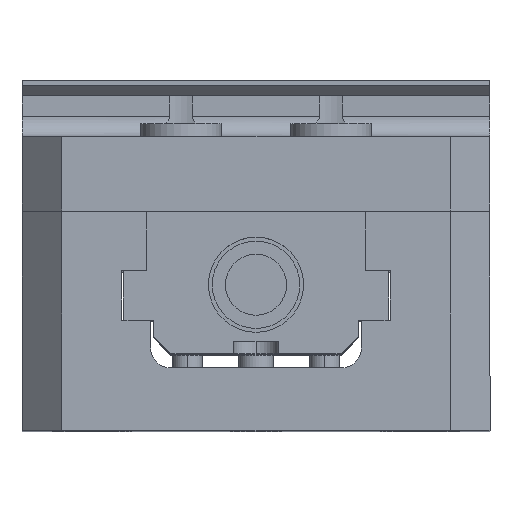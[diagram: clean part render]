
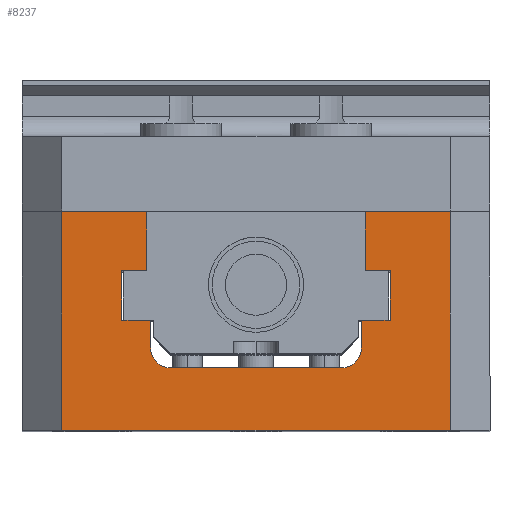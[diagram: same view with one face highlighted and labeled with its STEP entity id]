
A CAD part, top view. The second image highlights one B-rep face of the part: STEP entity #8237.
In plain terms, the highlighted planar face has unit normal (0, 0, 1).
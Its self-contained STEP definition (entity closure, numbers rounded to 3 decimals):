
#19 = EDGE_CURVE ( 'NONE', #6505, #3182, #5574, .T. ) ;
#36 = DIRECTION ( 'NONE',  ( 0., -1., 0. ) ) ;
#145 = ORIENTED_EDGE ( 'NONE', *, *, #7607, .T. ) ;
#193 = DIRECTION ( 'NONE',  ( 1., 0., 0. ) ) ;
#205 = LINE ( 'NONE', #3510, #7558 ) ;
#242 = VECTOR ( 'NONE', #36, 1000. ) ;
#413 = VECTOR ( 'NONE', #2606, 1000. ) ;
#453 = VERTEX_POINT ( 'NONE', #3329 ) ;
#521 = LINE ( 'NONE', #523, #5903 ) ;
#523 = CARTESIAN_POINT ( 'NONE',  ( -37.5, 11.684, 75. ) ) ;
#676 = VERTEX_POINT ( 'NONE', #9818 ) ;
#833 = DIRECTION ( 'NONE',  ( -1., 0., 0. ) ) ;
#909 = DIRECTION ( 'NONE',  ( 0., 1., 0. ) ) ;
#1034 = EDGE_CURVE ( 'NONE', #1559, #676, #3729, .T. ) ;
#1045 = CARTESIAN_POINT ( 'NONE',  ( -31.15, 11.684, 75. ) ) ;
#1301 = DIRECTION ( 'NONE',  ( 0., 1., 0. ) ) ;
#1349 = LINE ( 'NONE', #6208, #7965 ) ;
#1370 = VECTOR ( 'NONE', #9049, 1000. ) ;
#1389 = DIRECTION ( 'NONE',  ( 0., 0., -1. ) ) ;
#1424 = DIRECTION ( 'NONE',  ( 1., 0., 0. ) ) ;
#1436 = CARTESIAN_POINT ( 'NONE',  ( -17.526, 2.286, 75. ) ) ;
#1559 = VERTEX_POINT ( 'NONE', #9027 ) ;
#1573 = EDGE_CURVE ( 'NONE', #3182, #6104, #2419, .T. ) ;
#1576 = VECTOR ( 'NONE', #3984, 1000. ) ;
#1593 = CARTESIAN_POINT ( 'NONE',  ( 16.891, -5.715, 75. ) ) ;
#1705 = PLANE ( 'NONE',  #4021 ) ;
#2009 = DIRECTION ( 'NONE',  ( 0., 1., 0. ) ) ;
#2041 = CIRCLE ( 'NONE', #3844, 3.175 ) ;
#2199 = VERTEX_POINT ( 'NONE', #6237 ) ;
#2293 = EDGE_CURVE ( 'NONE', #8156, #9500, #6879, .T. ) ;
#2295 = ORIENTED_EDGE ( 'NONE', *, *, #9577, .T. ) ;
#2303 = LINE ( 'NONE', #6862, #242 ) ;
#2343 = CARTESIAN_POINT ( 'NONE',  ( 13.716, -10.135, 75. ) ) ;
#2419 = LINE ( 'NONE', #6756, #4314 ) ;
#2499 = DIRECTION ( 'NONE',  ( -1., 0., 0. ) ) ;
#2606 = DIRECTION ( 'NONE',  ( -1., 0., 0. ) ) ;
#2612 = EDGE_CURVE ( 'NONE', #8106, #4941, #8746, .T. ) ;
#2762 = EDGE_CURVE ( 'NONE', #5282, #5917, #6411, .T. ) ;
#2822 = EDGE_CURVE ( 'NONE', #9500, #6811, #2041, .T. ) ;
#2892 = CARTESIAN_POINT ( 'NONE',  ( 16.891, -5.715, 75. ) ) ;
#2955 = CARTESIAN_POINT ( 'NONE',  ( -31.15, -23.317, 75. ) ) ;
#2973 = ORIENTED_EDGE ( 'NONE', *, *, #19, .T. ) ;
#3126 = CARTESIAN_POINT ( 'NONE',  ( 13.716, -13.31, 75. ) ) ;
#3182 = VERTEX_POINT ( 'NONE', #4120 ) ;
#3286 = CARTESIAN_POINT ( 'NONE',  ( -21.5, -5.715, 75. ) ) ;
#3294 = EDGE_CURVE ( 'NONE', #8154, #6386, #4610, .T. ) ;
#3329 = CARTESIAN_POINT ( 'NONE',  ( 21.5, -5.715, 75. ) ) ;
#3330 = VECTOR ( 'NONE', #7415, 1000. ) ;
#3342 = DIRECTION ( 'NONE',  ( 0., -1., 0. ) ) ;
#3413 = LINE ( 'NONE', #8310, #1370 ) ;
#3510 = CARTESIAN_POINT ( 'NONE',  ( -21.5, 2.286, 75. ) ) ;
#3551 = DIRECTION ( 'NONE',  ( -1., 0., 0. ) ) ;
#3560 = CARTESIAN_POINT ( 'NONE',  ( 17.526, 11.684, 75. ) ) ;
#3620 = ORIENTED_EDGE ( 'NONE', *, *, #1573, .T. ) ;
#3623 = LINE ( 'NONE', #3126, #1576 ) ;
#3711 = VERTEX_POINT ( 'NONE', #5150 ) ;
#3729 = CIRCLE ( 'NONE', #5233, 3.175 ) ;
#3778 = LINE ( 'NONE', #8141, #6265 ) ;
#3817 = ORIENTED_EDGE ( 'NONE', *, *, #6818, .T. ) ;
#3821 = ORIENTED_EDGE ( 'NONE', *, *, #8627, .T. ) ;
#3844 = AXIS2_PLACEMENT_3D ( 'NONE', #2343, #3946, #833 ) ;
#3946 = DIRECTION ( 'NONE',  ( 0., 0., -1. ) ) ;
#3984 = DIRECTION ( 'NONE',  ( -1., 0., 0. ) ) ;
#3997 = LINE ( 'NONE', #5835, #9754 ) ;
#4021 = AXIS2_PLACEMENT_3D ( 'NONE', #8375, #6898, #193 ) ;
#4069 = CARTESIAN_POINT ( 'NONE',  ( 13.716, -13.31, 75. ) ) ;
#4102 = EDGE_LOOP ( 'NONE', ( #9480, #9213, #4109, #6896, #7815, #145, #5406, #8983, #6155, #7192, #2295, #4775, #3821, #9209, #3817, #2973, #3620, #6488 ) ) ;
#4109 = ORIENTED_EDGE ( 'NONE', *, *, #3294, .T. ) ;
#4119 = VERTEX_POINT ( 'NONE', #6256 ) ;
#4120 = CARTESIAN_POINT ( 'NONE',  ( -17.526, 2.286, 75. ) ) ;
#4225 = CARTESIAN_POINT ( 'NONE',  ( -17.526, 11.684, 75. ) ) ;
#4314 = VECTOR ( 'NONE', #9698, 1000. ) ;
#4336 = VECTOR ( 'NONE', #9573, 1000. ) ;
#4390 = VECTOR ( 'NONE', #909, 1000. ) ;
#4444 = DIRECTION ( 'NONE',  ( 0., 1., 0. ) ) ;
#4610 = LINE ( 'NONE', #5908, #5094 ) ;
#4775 = ORIENTED_EDGE ( 'NONE', *, *, #1034, .T. ) ;
#4941 = VERTEX_POINT ( 'NONE', #6606 ) ;
#5085 = FACE_OUTER_BOUND ( 'NONE', #4102, .T. ) ;
#5094 = VECTOR ( 'NONE', #2009, 1000. ) ;
#5150 = CARTESIAN_POINT ( 'NONE',  ( -21.5, -5.715, 75. ) ) ;
#5233 = AXIS2_PLACEMENT_3D ( 'NONE', #9713, #1389, #1424 ) ;
#5282 = VERTEX_POINT ( 'NONE', #2955 ) ;
#5306 = EDGE_CURVE ( 'NONE', #2199, #453, #2303, .T. ) ;
#5406 = ORIENTED_EDGE ( 'NONE', *, *, #5306, .T. ) ;
#5574 = LINE ( 'NONE', #1436, #8835 ) ;
#5835 = CARTESIAN_POINT ( 'NONE',  ( -16.891, -5.715, 75. ) ) ;
#5903 = VECTOR ( 'NONE', #3551, 1000. ) ;
#5908 = CARTESIAN_POINT ( 'NONE',  ( 31.15, -23.317, 75. ) ) ;
#5912 = CARTESIAN_POINT ( 'NONE',  ( 31.15, 11.684, 75. ) ) ;
#5917 = VERTEX_POINT ( 'NONE', #1045 ) ;
#5929 = CARTESIAN_POINT ( 'NONE',  ( 17.526, 11.684, 75. ) ) ;
#5944 = CARTESIAN_POINT ( 'NONE',  ( 16.891, -10.135, 75. ) ) ;
#5966 = DIRECTION ( 'NONE',  ( 1., 0., 0. ) ) ;
#6104 = VERTEX_POINT ( 'NONE', #4225 ) ;
#6155 = ORIENTED_EDGE ( 'NONE', *, *, #2293, .T. ) ;
#6208 = CARTESIAN_POINT ( 'NONE',  ( 21.5, -5.715, 75. ) ) ;
#6211 = EDGE_CURVE ( 'NONE', #453, #8156, #1349, .T. ) ;
#6237 = CARTESIAN_POINT ( 'NONE',  ( 21.5, 2.286, 75. ) ) ;
#6256 = CARTESIAN_POINT ( 'NONE',  ( -16.891, -5.715, 75. ) ) ;
#6265 = VECTOR ( 'NONE', #9655, 1000. ) ;
#6343 = LINE ( 'NONE', #3560, #4336 ) ;
#6386 = VERTEX_POINT ( 'NONE', #5912 ) ;
#6411 = LINE ( 'NONE', #8433, #4390 ) ;
#6488 = ORIENTED_EDGE ( 'NONE', *, *, #8570, .T. ) ;
#6505 = VERTEX_POINT ( 'NONE', #7636 ) ;
#6606 = CARTESIAN_POINT ( 'NONE',  ( 17.526, 2.286, 75. ) ) ;
#6734 = CARTESIAN_POINT ( 'NONE',  ( 17.526, 11.684, 75. ) ) ;
#6756 = CARTESIAN_POINT ( 'NONE',  ( -17.526, 11.684, 75. ) ) ;
#6811 = VERTEX_POINT ( 'NONE', #4069 ) ;
#6818 = EDGE_CURVE ( 'NONE', #3711, #6505, #205, .T. ) ;
#6862 = CARTESIAN_POINT ( 'NONE',  ( 21.5, 2.286, 75. ) ) ;
#6879 = LINE ( 'NONE', #1593, #8040 ) ;
#6896 = ORIENTED_EDGE ( 'NONE', *, *, #9502, .T. ) ;
#6898 = DIRECTION ( 'NONE',  ( 0., 0., 1. ) ) ;
#7192 = ORIENTED_EDGE ( 'NONE', *, *, #2822, .T. ) ;
#7415 = DIRECTION ( 'NONE',  ( 0., -1., 0. ) ) ;
#7558 = VECTOR ( 'NONE', #1301, 1000. ) ;
#7607 = EDGE_CURVE ( 'NONE', #4941, #2199, #3778, .T. ) ;
#7636 = CARTESIAN_POINT ( 'NONE',  ( -21.5, 2.286, 75. ) ) ;
#7815 = ORIENTED_EDGE ( 'NONE', *, *, #2612, .T. ) ;
#7965 = VECTOR ( 'NONE', #2499, 1000. ) ;
#7999 = LINE ( 'NONE', #3286, #413 ) ;
#8040 = VECTOR ( 'NONE', #3342, 1000. ) ;
#8106 = VERTEX_POINT ( 'NONE', #5929 ) ;
#8141 = CARTESIAN_POINT ( 'NONE',  ( 17.526, 2.286, 75. ) ) ;
#8154 = VERTEX_POINT ( 'NONE', #9046 ) ;
#8156 = VERTEX_POINT ( 'NONE', #2892 ) ;
#8237 = ADVANCED_FACE ( 'NONE', ( #5085 ), #1705, .T. ) ;
#8310 = CARTESIAN_POINT ( 'NONE',  ( -37.5, -23.317, 75. ) ) ;
#8320 = EDGE_CURVE ( 'NONE', #4119, #3711, #7999, .T. ) ;
#8375 = CARTESIAN_POINT ( 'NONE',  ( -13.716, -10.135, 75. ) ) ;
#8433 = CARTESIAN_POINT ( 'NONE',  ( -31.15, -23.317, 75. ) ) ;
#8570 = EDGE_CURVE ( 'NONE', #6104, #5917, #521, .T. ) ;
#8627 = EDGE_CURVE ( 'NONE', #676, #4119, #3997, .T. ) ;
#8708 = EDGE_CURVE ( 'NONE', #5282, #8154, #3413, .T. ) ;
#8746 = LINE ( 'NONE', #6734, #3330 ) ;
#8835 = VECTOR ( 'NONE', #5966, 1000. ) ;
#8983 = ORIENTED_EDGE ( 'NONE', *, *, #6211, .T. ) ;
#9027 = CARTESIAN_POINT ( 'NONE',  ( -13.716, -13.31, 75. ) ) ;
#9046 = CARTESIAN_POINT ( 'NONE',  ( 31.15, -23.317, 75. ) ) ;
#9049 = DIRECTION ( 'NONE',  ( 1., 0., 0. ) ) ;
#9209 = ORIENTED_EDGE ( 'NONE', *, *, #8320, .T. ) ;
#9213 = ORIENTED_EDGE ( 'NONE', *, *, #8708, .T. ) ;
#9480 = ORIENTED_EDGE ( 'NONE', *, *, #2762, .F. ) ;
#9500 = VERTEX_POINT ( 'NONE', #5944 ) ;
#9502 = EDGE_CURVE ( 'NONE', #6386, #8106, #6343, .T. ) ;
#9573 = DIRECTION ( 'NONE',  ( -1., 0., 0. ) ) ;
#9577 = EDGE_CURVE ( 'NONE', #6811, #1559, #3623, .T. ) ;
#9655 = DIRECTION ( 'NONE',  ( 1., 0., 0. ) ) ;
#9698 = DIRECTION ( 'NONE',  ( 0., 1., 0. ) ) ;
#9713 = CARTESIAN_POINT ( 'NONE',  ( -13.716, -10.135, 75. ) ) ;
#9754 = VECTOR ( 'NONE', #4444, 1000. ) ;
#9818 = CARTESIAN_POINT ( 'NONE',  ( -16.891, -10.135, 75. ) ) ;
